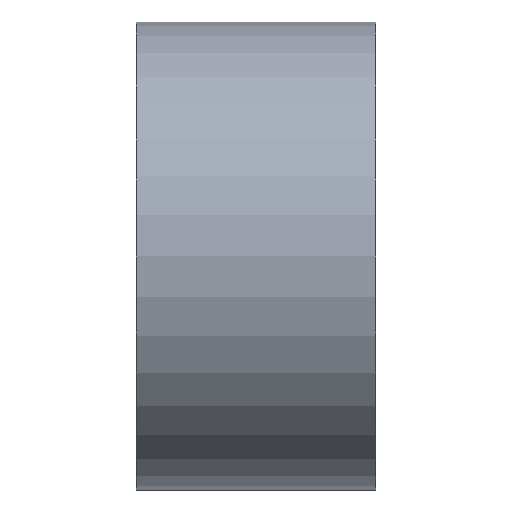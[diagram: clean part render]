
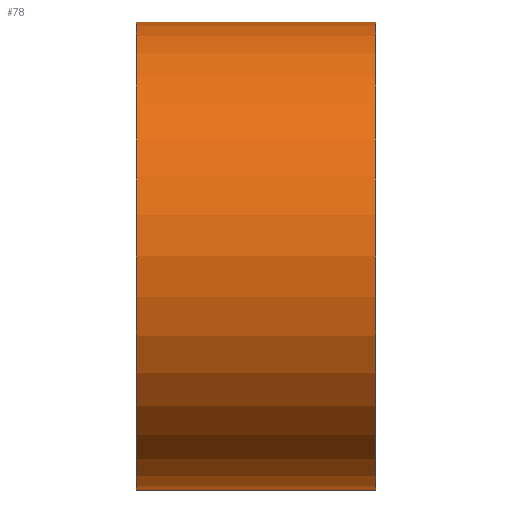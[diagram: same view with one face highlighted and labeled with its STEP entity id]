
A CAD part, front view. The second image highlights one B-rep face of the part: STEP entity #78.
In plain terms, the highlighted cylindrical face has radius 11.25 mm (diameter 22.5 mm), a full revolution.
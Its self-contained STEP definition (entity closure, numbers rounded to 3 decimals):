
#78 = ADVANCED_FACE( '', ( #171, #172 ), #173, .T. );
#171 = FACE_OUTER_BOUND( '', #286, .T. );
#172 = FACE_OUTER_BOUND( '', #287, .T. );
#173 = CYLINDRICAL_SURFACE( '', #288, 11.25 );
#286 = EDGE_LOOP( '', ( #463 ) );
#287 = EDGE_LOOP( '', ( #464 ) );
#288 = AXIS2_PLACEMENT_3D( '', #465, #466, #467 );
#463 = ORIENTED_EDGE( '', *, *, #707, .F. );
#464 = ORIENTED_EDGE( '', *, *, #708, .T. );
#465 = CARTESIAN_POINT( '', ( 11.5, 0., 0. ) );
#466 = DIRECTION( '', ( 1., 0., 0. ) );
#467 = DIRECTION( '', ( 0., 0., 1. ) );
#707 = EDGE_CURVE( '', #859, #859, #860, .T. );
#708 = EDGE_CURVE( '', #861, #861, #862, .T. );
#859 = VERTEX_POINT( '', #1059 );
#860 = CIRCLE( '', #1060, 11.25 );
#861 = VERTEX_POINT( '', #1061 );
#862 = CIRCLE( '', #1062, 11.25 );
#1059 = CARTESIAN_POINT( '', ( 11.5, 0., -11.25 ) );
#1060 = AXIS2_PLACEMENT_3D( '', #1225, #1226, #1227 );
#1061 = CARTESIAN_POINT( '', ( 0., 0., -11.25 ) );
#1062 = AXIS2_PLACEMENT_3D( '', #1228, #1229, #1230 );
#1225 = CARTESIAN_POINT( '', ( 11.5, 0., 0. ) );
#1226 = DIRECTION( '', ( 1., 0., 0. ) );
#1227 = DIRECTION( '', ( 0., 0., -1. ) );
#1228 = CARTESIAN_POINT( '', ( 0., 0., 0. ) );
#1229 = DIRECTION( '', ( 1., 0., 0. ) );
#1230 = DIRECTION( '', ( 0., 0., -1. ) );
